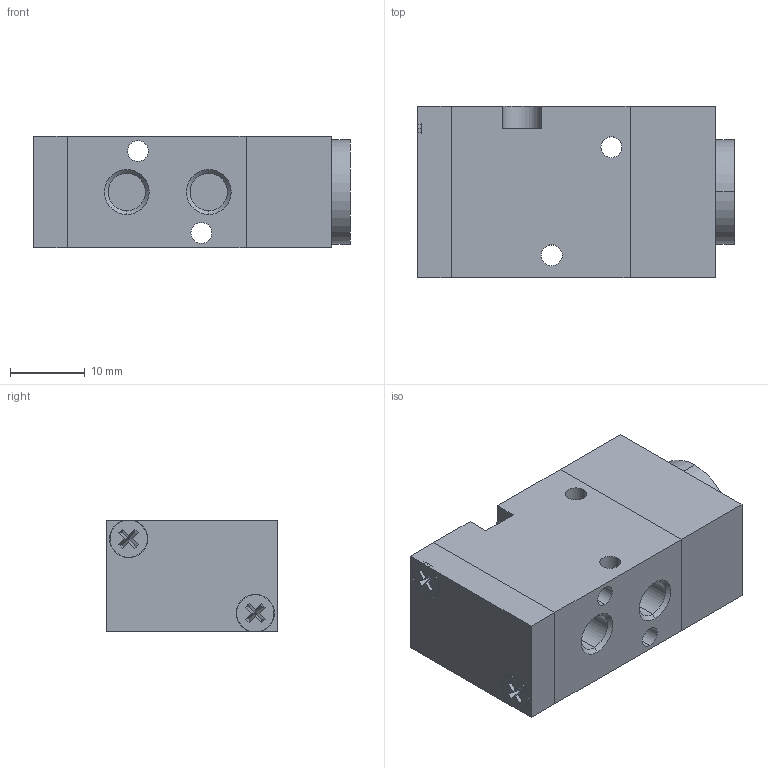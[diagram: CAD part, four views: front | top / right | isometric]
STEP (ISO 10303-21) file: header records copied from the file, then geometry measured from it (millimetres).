
FILE_DESCRIPTION (( 'STEP AP203' ), '1' );
FILE_NAME ('SFP1701.STEP', '2016-07-14T07:25:42', ( 'yrd8' ), ( 'Hewlett-Packard Company' ), 'SwSTEP 2.0', 'SolidWorks 2008', '' );
FILE_SCHEMA (( 'CONFIG_CONTROL_DESIGN' ));
Length unit declared in the file: millimetre
Products named in the file (4): SFP1701; SFP1600 Body_ル遽; SFP1600 Semi_ル遽; SFP1000 Body Cover_ル遽
Assembly tree (3 placements, depth 2):
  SFP1701
    SFP1600 Body_ル遽
    SFP1000 Body Cover_ル遽
    SFP1600 Semi_ル遽
Bounding box: 42.5 x 23 x 15 mm (x, y, z)
Volume: 12841.8 mm3; surface area: 6580.9 mm2
Topology: 3 solids, 3 shells, 132 faces, 304 edges, 192 vertices
Faces by surface type: plane 86, cylinder 36, cone 10
Entity records: 4126 total; most frequent: DIRECTION 664, CARTESIAN_POINT 634, ORIENTED_EDGE 608, EDGE_CURVE 304, AXIS2_PLACEMENT_3D 222, LINE 220, VECTOR 220, VERTEX_POINT 192
